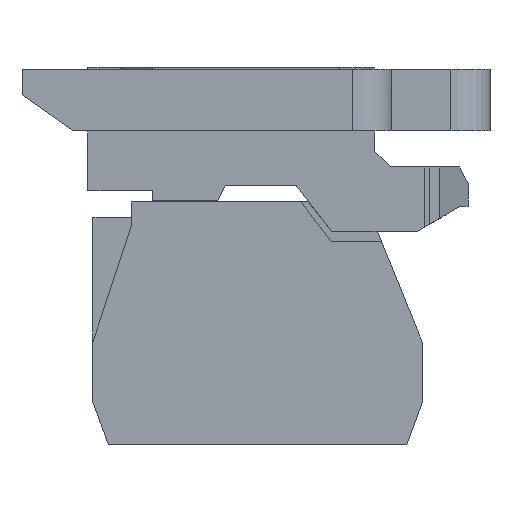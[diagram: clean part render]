
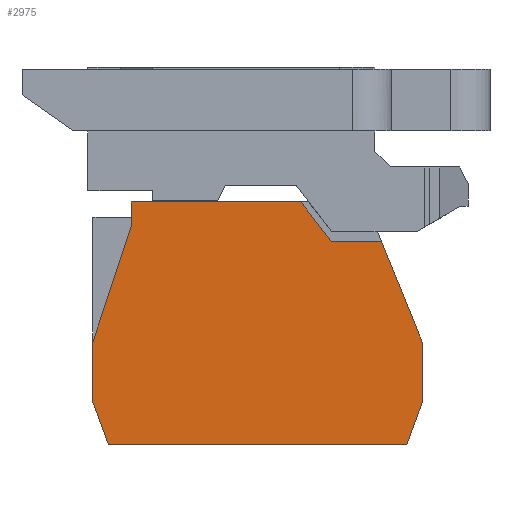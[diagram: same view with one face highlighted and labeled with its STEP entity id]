
A CAD part, left-side view. The second image highlights one B-rep face of the part: STEP entity #2975.
In plain terms, the highlighted planar face has unit normal (-1, 0, 0).
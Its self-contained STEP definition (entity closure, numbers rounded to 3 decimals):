
#2910 = VERTEX_POINT('',#2911);
#2911 = CARTESIAN_POINT('',(-4.875,12.3,-21.65));
#2917 = EDGE_CURVE('',#2918,#2910,#2920,.T.);
#2918 = VERTEX_POINT('',#2919);
#2919 = CARTESIAN_POINT('',(-4.875,12.3,-19.25));
#2920 = LINE('',#2921,#2922);
#2921 = CARTESIAN_POINT('',(-4.875,12.3,-19.25));
#2922 = VECTOR('',#2923,1.);
#2923 = DIRECTION('',(0.,0.,-1.));
#2975 = ADVANCED_FACE('',(#2976),#3057,.T.);
#2976 = FACE_BOUND('',#2977,.T.);
#2977 = EDGE_LOOP('',(#2978,#2986,#2994,#3002,#3010,#3018,#3026,#3034,
    #3042,#3050,#3056));
#2978 = ORIENTED_EDGE('',*,*,#2979,.F.);
#2979 = EDGE_CURVE('',#2980,#2910,#2982,.T.);
#2980 = VERTEX_POINT('',#2981);
#2981 = CARTESIAN_POINT('',(-4.875,16.,-32.863));
#2982 = LINE('',#2983,#2984);
#2983 = CARTESIAN_POINT('',(-4.875,16.,-32.863));
#2984 = VECTOR('',#2985,1.);
#2985 = DIRECTION('',(0.,-0.313,0.95)
  );
#2986 = ORIENTED_EDGE('',*,*,#2987,.T.);
#2987 = EDGE_CURVE('',#2980,#2988,#2990,.T.);
#2988 = VERTEX_POINT('',#2989);
#2989 = CARTESIAN_POINT('',(-4.875,16.,-38.729));
#2990 = LINE('',#2991,#2992);
#2991 = CARTESIAN_POINT('',(-4.875,16.,-42.85));
#2992 = VECTOR('',#2993,1.);
#2993 = DIRECTION('',(0.,0.,-1.));
#2994 = ORIENTED_EDGE('',*,*,#2995,.T.);
#2995 = EDGE_CURVE('',#2988,#2996,#2998,.T.);
#2996 = VERTEX_POINT('',#2997);
#2997 = CARTESIAN_POINT('',(-4.875,14.5,-42.85));
#2998 = LINE('',#2999,#3000);
#2999 = CARTESIAN_POINT('',(-4.875,16.,-38.729));
#3000 = VECTOR('',#3001,1.);
#3001 = DIRECTION('',(0.,-0.342,
    -0.94));
#3002 = ORIENTED_EDGE('',*,*,#3003,.T.);
#3003 = EDGE_CURVE('',#2996,#3004,#3006,.T.);
#3004 = VERTEX_POINT('',#3005);
#3005 = CARTESIAN_POINT('',(-4.875,-14.5,-42.85));
#3006 = LINE('',#3007,#3008);
#3007 = CARTESIAN_POINT('',(-4.875,14.5,-42.85));
#3008 = VECTOR('',#3009,1.);
#3009 = DIRECTION('',(0.,-1.,0.));
#3010 = ORIENTED_EDGE('',*,*,#3011,.T.);
#3011 = EDGE_CURVE('',#3004,#3012,#3014,.T.);
#3012 = VERTEX_POINT('',#3013);
#3013 = CARTESIAN_POINT('',(-4.875,-16.,-38.729));
#3014 = LINE('',#3015,#3016);
#3015 = CARTESIAN_POINT('',(-4.875,-14.5,-42.85));
#3016 = VECTOR('',#3017,1.);
#3017 = DIRECTION('',(0.,-0.342,0.94
    ));
#3018 = ORIENTED_EDGE('',*,*,#3019,.T.);
#3019 = EDGE_CURVE('',#3012,#3020,#3022,.T.);
#3020 = VERTEX_POINT('',#3021);
#3021 = CARTESIAN_POINT('',(-4.875,-16.,-32.863));
#3022 = LINE('',#3023,#3024);
#3023 = CARTESIAN_POINT('',(-4.875,-16.,-38.729));
#3024 = VECTOR('',#3025,1.);
#3025 = DIRECTION('',(0.,0.,1.));
#3026 = ORIENTED_EDGE('',*,*,#3027,.T.);
#3027 = EDGE_CURVE('',#3020,#3028,#3030,.T.);
#3028 = VERTEX_POINT('',#3029);
#3029 = CARTESIAN_POINT('',(-4.875,-12.035,-23.05));
#3030 = LINE('',#3031,#3032);
#3031 = CARTESIAN_POINT('',(-4.875,-16.,-32.863));
#3032 = VECTOR('',#3033,1.);
#3033 = DIRECTION('',(0.,0.375,0.927)
  );
#3034 = ORIENTED_EDGE('',*,*,#3035,.F.);
#3035 = EDGE_CURVE('',#3036,#3028,#3038,.T.);
#3036 = VERTEX_POINT('',#3037);
#3037 = CARTESIAN_POINT('',(-4.875,-7.169,
    -23.05));
#3038 = LINE('',#3039,#3040);
#3039 = CARTESIAN_POINT('',(-4.875,-7.169,
    -23.05));
#3040 = VECTOR('',#3041,1.);
#3041 = DIRECTION('',(0.,-1.,0.));
#3042 = ORIENTED_EDGE('',*,*,#3043,.F.);
#3043 = EDGE_CURVE('',#3044,#3036,#3046,.T.);
#3044 = VERTEX_POINT('',#3045);
#3045 = CARTESIAN_POINT('',(-4.875,-4.2,-19.25));
#3046 = LINE('',#3047,#3048);
#3047 = CARTESIAN_POINT('',(-4.875,-4.2,-19.25));
#3048 = VECTOR('',#3049,1.);
#3049 = DIRECTION('',(0.,-0.616,-0.788
    ));
#3050 = ORIENTED_EDGE('',*,*,#3051,.T.);
#3051 = EDGE_CURVE('',#3044,#2918,#3052,.T.);
#3052 = LINE('',#3053,#3054);
#3053 = CARTESIAN_POINT('',(-4.875,-10.5,-19.25));
#3054 = VECTOR('',#3055,1.);
#3055 = DIRECTION('',(0.,1.,0.));
#3056 = ORIENTED_EDGE('',*,*,#2917,.T.);
#3057 = PLANE('',#3058);
#3058 = AXIS2_PLACEMENT_3D('',#3059,#3060,#3061);
#3059 = CARTESIAN_POINT('',(-4.875,-16.,-42.85));
#3060 = DIRECTION('',(-1.,0.,0.));
#3061 = DIRECTION('',(0.,0.,-1.));
